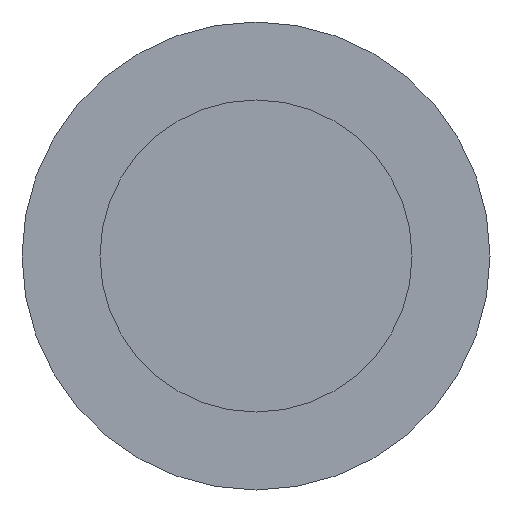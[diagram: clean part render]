
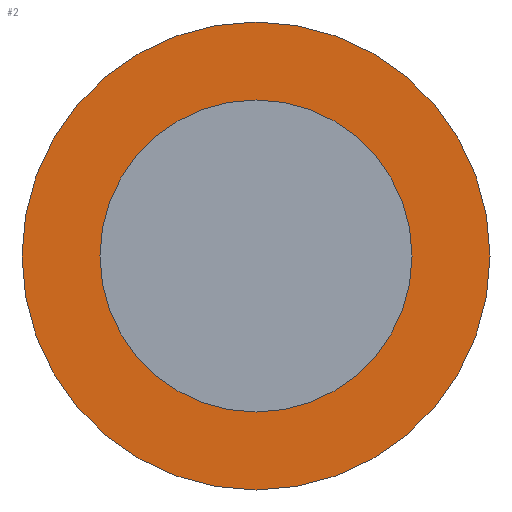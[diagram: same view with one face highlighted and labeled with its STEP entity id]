
A CAD part, front view. The second image highlights one B-rep face of the part: STEP entity #2.
In plain terms, the highlighted planar face has unit normal (0, -1, 0).
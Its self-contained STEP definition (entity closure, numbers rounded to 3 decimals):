
#2 = ADVANCED_FACE ( 'NONE', ( #208, #311 ), #203, .F. ) ;
#5 = EDGE_CURVE ( 'NONE', #253, #340, #215, .T. ) ;
#18 = VERTEX_POINT ( 'NONE', #313 ) ;
#20 = CARTESIAN_POINT ( 'NONE',  ( 0., 10., 0. ) ) ;
#21 = EDGE_CURVE ( 'NONE', #340, #253, #62, .T. ) ;
#58 = DIRECTION ( 'NONE',  ( 0., 0., -1. ) ) ;
#62 = CIRCLE ( 'NONE', #328, 2. ) ;
#78 = ORIENTED_EDGE ( 'NONE', *, *, #144, .T. ) ;
#86 = DIRECTION ( 'NONE',  ( 0., 0., -1. ) ) ;
#96 = VERTEX_POINT ( 'NONE', #402 ) ;
#98 = DIRECTION ( 'NONE',  ( 0., -1., 0. ) ) ;
#107 = AXIS2_PLACEMENT_3D ( 'NONE', #425, #255, #357 ) ;
#137 = AXIS2_PLACEMENT_3D ( 'NONE', #239, #98, #86 ) ;
#144 = EDGE_CURVE ( 'NONE', #96, #18, #173, .T. ) ;
#147 = AXIS2_PLACEMENT_3D ( 'NONE', #350, #280, #447 ) ;
#155 = CIRCLE ( 'NONE', #107, 3. ) ;
#160 = EDGE_LOOP ( 'NONE', ( #78, #299 ) ) ;
#168 = DIRECTION ( 'NONE',  ( 0., -1., 0. ) ) ;
#173 = CIRCLE ( 'NONE', #137, 3. ) ;
#203 = PLANE ( 'NONE',  #147 ) ;
#208 = FACE_BOUND ( 'NONE', #231, .T. ) ;
#210 = DIRECTION ( 'NONE',  ( 0., -1., 0. ) ) ;
#215 = CIRCLE ( 'NONE', #269, 2. ) ;
#231 = EDGE_LOOP ( 'NONE', ( #434, #236 ) ) ;
#236 = ORIENTED_EDGE ( 'NONE', *, *, #5, .F. ) ;
#238 = DIRECTION ( 'NONE',  ( 0., 0., -1. ) ) ;
#239 = CARTESIAN_POINT ( 'NONE',  ( 0., 10., 0. ) ) ;
#253 = VERTEX_POINT ( 'NONE', #276 ) ;
#255 = DIRECTION ( 'NONE',  ( 0., -1., 0. ) ) ;
#269 = AXIS2_PLACEMENT_3D ( 'NONE', #20, #168, #58 ) ;
#276 = CARTESIAN_POINT ( 'NONE',  ( 0., 10., 2. ) ) ;
#280 = DIRECTION ( 'NONE',  ( 0., 1., 0. ) ) ;
#299 = ORIENTED_EDGE ( 'NONE', *, *, #421, .T. ) ;
#311 = FACE_OUTER_BOUND ( 'NONE', #160, .T. ) ;
#313 = CARTESIAN_POINT ( 'NONE',  ( 0., 10., 3. ) ) ;
#328 = AXIS2_PLACEMENT_3D ( 'NONE', #449, #210, #238 ) ;
#330 = CARTESIAN_POINT ( 'NONE',  ( 0., 10., -2. ) ) ;
#340 = VERTEX_POINT ( 'NONE', #330 ) ;
#350 = CARTESIAN_POINT ( 'NONE',  ( -2., 10., 0. ) ) ;
#357 = DIRECTION ( 'NONE',  ( 0., 0., -1. ) ) ;
#402 = CARTESIAN_POINT ( 'NONE',  ( 0., 10., -3. ) ) ;
#421 = EDGE_CURVE ( 'NONE', #18, #96, #155, .T. ) ;
#425 = CARTESIAN_POINT ( 'NONE',  ( 0., 10., 0. ) ) ;
#434 = ORIENTED_EDGE ( 'NONE', *, *, #21, .F. ) ;
#447 = DIRECTION ( 'NONE',  ( 0., 0., 1. ) ) ;
#449 = CARTESIAN_POINT ( 'NONE',  ( 0., 10., 0. ) ) ;
